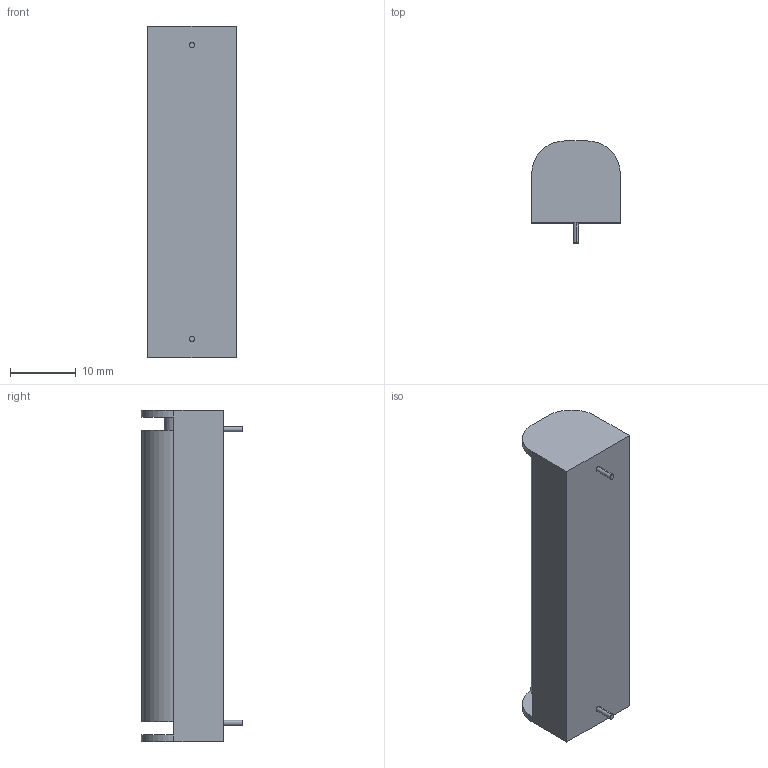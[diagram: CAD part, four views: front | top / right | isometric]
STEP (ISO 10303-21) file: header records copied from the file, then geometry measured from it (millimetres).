
FILE_DESCRIPTION (( 'STEP AP214' ), '1' );
FILE_NAME ('User Library-bh-411-4p.STEP', '2019-12-28T00:21:44', ( '' ), ( '' ), 'SwSTEP 2.0', 'SolidWorks 2019', '' );
FILE_SCHEMA (( 'AUTOMOTIVE_DESIGN' ));
Length unit declared in the file: millimetre
Products named in the file (1): User Library-bh-411-4p
Bounding box: 13.5 x 15.5 x 50.5 mm (x, y, z)
Volume: 5478.5 mm3; surface area: 5021.1 mm2
Topology: 2 solids, 2 shells, 31 faces, 68 edges, 44 vertices
Faces by surface type: plane 19, cylinder 12
Entity records: 963 total; most frequent: DIRECTION 156, CARTESIAN_POINT 144, ORIENTED_EDGE 136, EDGE_CURVE 68, AXIS2_PLACEMENT_3D 56, VECTOR 44, VERTEX_POINT 44, LINE 44
